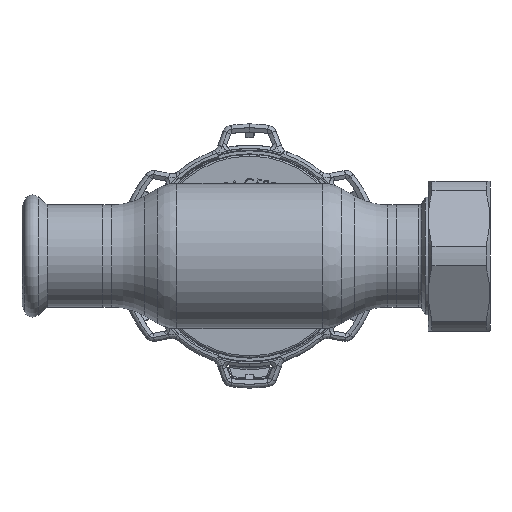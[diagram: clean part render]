
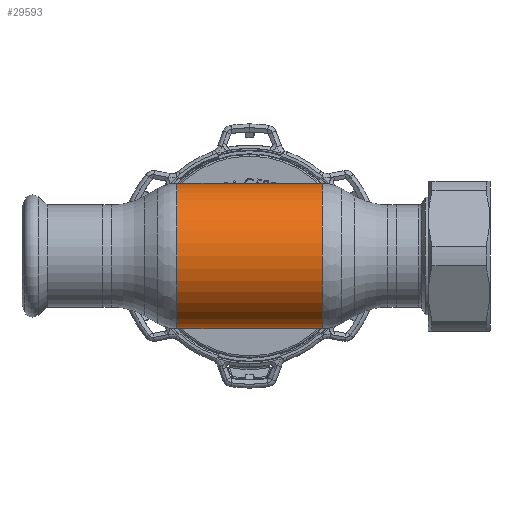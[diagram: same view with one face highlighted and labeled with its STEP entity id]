
A CAD part, front view. The second image highlights one B-rep face of the part: STEP entity #29593.
In plain terms, the highlighted cylindrical face has radius 22.25 mm (diameter 44.5 mm), a partial arc.
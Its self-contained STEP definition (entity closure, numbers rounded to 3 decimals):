
#1090 = AXIS2_PLACEMENT_3D ( 'NONE', #17100, #22686, #10365 ) ;
#4869 = CARTESIAN_POINT ( 'NONE',  ( 22.285, 0., 0. ) ) ;
#5690 = EDGE_CURVE ( 'NONE', #9100, #31287, #10246, .T. ) ;
#6057 = DIRECTION ( 'NONE',  ( -1., 0., 0. ) ) ;
#7227 = LINE ( 'NONE', #20567, #20195 ) ;
#8715 = CARTESIAN_POINT ( 'NONE',  ( 22.285, 0., 22.25 ) ) ;
#8958 = DIRECTION ( 'NONE',  ( 0., 0., 1. ) ) ;
#9100 = VERTEX_POINT ( 'NONE', #26183 ) ;
#9895 = DIRECTION ( 'NONE',  ( -1., 0., 0. ) ) ;
#10246 = CIRCLE ( 'NONE', #1090, 22.25 ) ;
#10365 = DIRECTION ( 'NONE',  ( 0., 0., 1. ) ) ;
#12951 = CARTESIAN_POINT ( 'NONE',  ( -62.69, 0., -22.25 ) ) ;
#13136 = LINE ( 'NONE', #12951, #16166 ) ;
#14793 = EDGE_CURVE ( 'NONE', #32947, #32902, #15201, .T. ) ;
#15201 = CIRCLE ( 'NONE', #38142, 22.25 ) ;
#15599 = EDGE_LOOP ( 'NONE', ( #33824, #36829, #35409, #19579 ) ) ;
#15853 = EDGE_CURVE ( 'NONE', #32902, #31287, #7227, .T. ) ;
#16166 = VECTOR ( 'NONE', #9895, 1000. ) ;
#16900 = AXIS2_PLACEMENT_3D ( 'NONE', #33989, #6057, #18360 ) ;
#17100 = CARTESIAN_POINT ( 'NONE',  ( -22.285, 0., 0. ) ) ;
#18360 = DIRECTION ( 'NONE',  ( 0., 0., 1. ) ) ;
#19441 = CARTESIAN_POINT ( 'NONE',  ( -22.285, 0., 22.25 ) ) ;
#19579 = ORIENTED_EDGE ( 'NONE', *, *, #5690, .F. ) ;
#20195 = VECTOR ( 'NONE', #39419, 1000. ) ;
#20567 = CARTESIAN_POINT ( 'NONE',  ( -62.69, 0., 22.25 ) ) ;
#21873 = FACE_OUTER_BOUND ( 'NONE', #15599, .T. ) ;
#22686 = DIRECTION ( 'NONE',  ( -1., 0., 0. ) ) ;
#24170 = DIRECTION ( 'NONE',  ( -1., 0., 0. ) ) ;
#24842 = EDGE_CURVE ( 'NONE', #32947, #9100, #13136, .T. ) ;
#25495 = CARTESIAN_POINT ( 'NONE',  ( 22.285, 0., -22.25 ) ) ;
#26183 = CARTESIAN_POINT ( 'NONE',  ( -22.285, 0., -22.25 ) ) ;
#29593 = ADVANCED_FACE ( 'NONE', ( #21873 ), #30697, .T. ) ;
#30697 = CYLINDRICAL_SURFACE ( 'NONE', #16900, 22.25 ) ;
#31287 = VERTEX_POINT ( 'NONE', #19441 ) ;
#32902 = VERTEX_POINT ( 'NONE', #8715 ) ;
#32947 = VERTEX_POINT ( 'NONE', #25495 ) ;
#33824 = ORIENTED_EDGE ( 'NONE', *, *, #24842, .F. ) ;
#33989 = CARTESIAN_POINT ( 'NONE',  ( -62.69, 0., 0. ) ) ;
#35409 = ORIENTED_EDGE ( 'NONE', *, *, #15853, .T. ) ;
#36829 = ORIENTED_EDGE ( 'NONE', *, *, #14793, .T. ) ;
#38142 = AXIS2_PLACEMENT_3D ( 'NONE', #4869, #24170, #8958 ) ;
#39419 = DIRECTION ( 'NONE',  ( -1., 0., 0. ) ) ;
